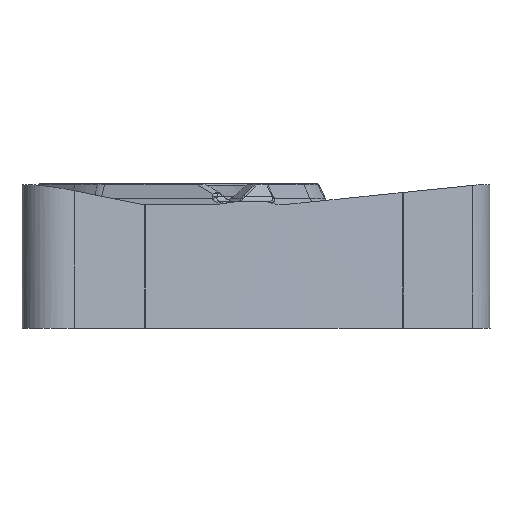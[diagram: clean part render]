
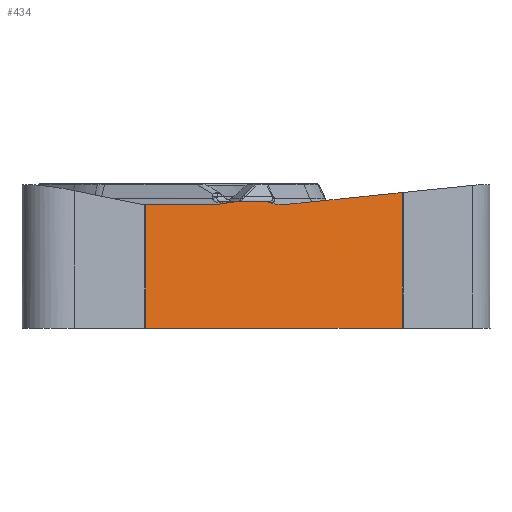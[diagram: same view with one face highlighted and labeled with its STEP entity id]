
A CAD part, front view. The second image highlights one B-rep face of the part: STEP entity #434.
In plain terms, the highlighted cylindrical face has radius 255.919 mm (diameter 511.837 mm), a partial arc.
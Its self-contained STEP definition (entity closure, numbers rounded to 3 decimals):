
#173=CYLINDRICAL_SURFACE('',#3243,255.919);
#235=ELLIPSE('',#3239,259.867,255.919);
#297=CIRCLE('',#3238,255.919);
#298=CIRCLE('',#3240,255.919);
#299=CIRCLE('',#3241,255.919);
#300=CIRCLE('',#3242,255.919);
#434=ADVANCED_FACE('',(#666),#173,.F.);
#666=FACE_OUTER_BOUND('',#863,.T.);
#863=EDGE_LOOP('',(#1118,#1119,#1120,#1121,#1122,#1123,#1124,#1125,#1126,
#1127,#1128,#1129));
#1118=ORIENTED_EDGE('',*,*,#2325,.F.);
#1119=ORIENTED_EDGE('',*,*,#2324,.T.);
#1120=ORIENTED_EDGE('',*,*,#2326,.F.);
#1121=ORIENTED_EDGE('',*,*,#2327,.T.);
#1122=ORIENTED_EDGE('',*,*,#2328,.T.);
#1123=ORIENTED_EDGE('',*,*,#2329,.F.);
#1124=ORIENTED_EDGE('',*,*,#2330,.F.);
#1125=ORIENTED_EDGE('',*,*,#2331,.F.);
#1126=ORIENTED_EDGE('',*,*,#2332,.F.);
#1127=ORIENTED_EDGE('',*,*,#2333,.T.);
#1128=ORIENTED_EDGE('',*,*,#2334,.T.);
#1129=ORIENTED_EDGE('',*,*,#2335,.T.);
#2040=VERTEX_POINT('',#4695);
#2041=VERTEX_POINT('',#4697);
#2042=VERTEX_POINT('',#4701);
#2043=VERTEX_POINT('',#4703);
#2044=VERTEX_POINT('',#4708);
#2045=VERTEX_POINT('',#4710);
#2046=VERTEX_POINT('',#4718);
#2047=VERTEX_POINT('',#4726);
#2048=VERTEX_POINT('',#4728);
#2049=VERTEX_POINT('',#4736);
#2050=VERTEX_POINT('',#4747);
#2051=VERTEX_POINT('',#4749);
#2324=EDGE_CURVE('',#2040,#2041,#2761,.T.);
#2325=EDGE_CURVE('',#2040,#2042,#297,.T.);
#2326=EDGE_CURVE('',#2043,#2041,#235,.T.);
#2327=EDGE_CURVE('',#2043,#2044,#3055,.T.);
#2328=EDGE_CURVE('',#2044,#2045,#298,.T.);
#2329=EDGE_CURVE('',#2046,#2045,#3056,.T.);
#2330=EDGE_CURVE('',#2047,#2046,#3057,.T.);
#2331=EDGE_CURVE('',#2048,#2047,#299,.T.);
#2332=EDGE_CURVE('',#2049,#2048,#3058,.T.);
#2333=EDGE_CURVE('',#2049,#2050,#3059,.T.);
#2334=EDGE_CURVE('',#2050,#2051,#300,.T.);
#2335=EDGE_CURVE('',#2051,#2042,#2762,.T.);
#2761=LINE('',#4698,#2905);
#2762=LINE('',#4750,#2906);
#2905=VECTOR('',#3602,1.);
#2906=VECTOR('',#3615,1.);
#3055=B_SPLINE_CURVE_WITH_KNOTS('',3,(#4704,#4705,#4706,#4707),
 .UNSPECIFIED.,.F.,.F.,(4,4),(0.,1.),.UNSPECIFIED.);
#3056=B_SPLINE_CURVE_WITH_KNOTS('',3,(#4711,#4712,#4713,#4714,#4715,#4716,
#4717),.UNSPECIFIED.,.F.,.F.,(4,3,4),(0.,0.337,1.),
 .UNSPECIFIED.);
#3057=B_SPLINE_CURVE_WITH_KNOTS('',3,(#4719,#4720,#4721,#4722,#4723,#4724,
#4725),.UNSPECIFIED.,.F.,.F.,(4,3,4),(0.,0.834,1.),
 .UNSPECIFIED.);
#3058=B_SPLINE_CURVE_WITH_KNOTS('',3,(#4729,#4730,#4731,#4732,#4733,#4734,
#4735),.UNSPECIFIED.,.F.,.F.,(4,3,4),(0.,0.598,1.),
 .UNSPECIFIED.);
#3059=B_SPLINE_CURVE_WITH_KNOTS('',3,(#4737,#4738,#4739,#4740,#4741,#4742,
#4743,#4744,#4745,#4746),.UNSPECIFIED.,.F.,.F.,(4,3,3,4),(0.,0.28,
0.834,1.),.UNSPECIFIED.);
#3238=AXIS2_PLACEMENT_3D('',#4700,#3605,#3606);
#3239=AXIS2_PLACEMENT_3D('',#4702,#3607,#3608);
#3240=AXIS2_PLACEMENT_3D('',#4709,#3609,#3610);
#3241=AXIS2_PLACEMENT_3D('',#4727,#3611,#3612);
#3242=AXIS2_PLACEMENT_3D('',#4748,#3613,#3614);
#3243=AXIS2_PLACEMENT_3D('',#4751,#3616,#3617);
#3602=DIRECTION('',(0.,0.,1.));
#3605=DIRECTION('',(0.,0.,1.));
#3606=DIRECTION('',(-1.,0.,0.));
#3607=DIRECTION('',(0.15,-0.087,-0.985));
#3608=DIRECTION('',(0.853,-0.492,0.174));
#3609=DIRECTION('',(0.,0.,1.));
#3610=DIRECTION('',(0.5,0.866,0.));
#3611=DIRECTION('',(0.,0.,-1.));
#3612=DIRECTION('',(-0.5,0.866,0.));
#3613=DIRECTION('',(0.,0.,1.));
#3614=DIRECTION('',(0.5,-0.866,0.));
#3615=DIRECTION('',(0.,0.,-1.));
#3616=DIRECTION('',(0.,0.,1.));
#3617=DIRECTION('',(-0.5,0.866,0.));
#4695=CARTESIAN_POINT('',(6.032,-2.016,-3.97));
#4697=CARTESIAN_POINT('',(6.032,-2.016,-0.118));
#4698=CARTESIAN_POINT('',(6.032,-2.016,-6.47));
#4700=CARTESIAN_POINT('',(130.323,-225.726,-3.97));
#4701=CARTESIAN_POINT('',(-1.27,-6.232,-3.97));
#4702=CARTESIAN_POINT('',(130.323,-225.726,38.585));
#4703=CARTESIAN_POINT('',(2.752,-3.87,-0.455));
#4704=CARTESIAN_POINT('',(2.752,-3.87,-0.455));
#4705=CARTESIAN_POINT('',(2.721,-3.889,-0.458));
#4706=CARTESIAN_POINT('',(2.688,-3.907,-0.46));
#4707=CARTESIAN_POINT('',(2.656,-3.925,-0.46));
#4708=CARTESIAN_POINT('',(2.656,-3.925,-0.46));
#4709=CARTESIAN_POINT('',(130.323,-225.726,-0.46));
#4710=CARTESIAN_POINT('',(2.575,-3.972,-0.46));
#4711=CARTESIAN_POINT('',(2.26,-4.154,-0.4));
#4712=CARTESIAN_POINT('',(2.293,-4.135,-0.414));
#4713=CARTESIAN_POINT('',(2.328,-4.115,-0.425));
#4714=CARTESIAN_POINT('',(2.364,-4.094,-0.434));
#4715=CARTESIAN_POINT('',(2.433,-4.054,-0.452));
#4716=CARTESIAN_POINT('',(2.504,-4.013,-0.46));
#4717=CARTESIAN_POINT('',(2.575,-3.972,-0.46));
#4718=CARTESIAN_POINT('',(2.26,-4.154,-0.4));
#4719=CARTESIAN_POINT('',(2.105,-4.244,-0.37));
#4720=CARTESIAN_POINT('',(2.148,-4.219,-0.37));
#4721=CARTESIAN_POINT('',(2.192,-4.193,-0.376));
#4722=CARTESIAN_POINT('',(2.234,-4.169,-0.39));
#4723=CARTESIAN_POINT('',(2.243,-4.164,-0.393));
#4724=CARTESIAN_POINT('',(2.251,-4.159,-0.396));
#4725=CARTESIAN_POINT('',(2.26,-4.154,-0.4));
#4726=CARTESIAN_POINT('',(2.105,-4.244,-0.37));
#4727=CARTESIAN_POINT('',(130.323,-225.726,-0.37));
#4728=CARTESIAN_POINT('',(1.008,-4.882,-0.37));
#4729=CARTESIAN_POINT('',(0.919,-4.935,-0.399));
#4730=CARTESIAN_POINT('',(0.935,-4.925,-0.387));
#4731=CARTESIAN_POINT('',(0.952,-4.915,-0.379));
#4732=CARTESIAN_POINT('',(0.971,-4.904,-0.375));
#4733=CARTESIAN_POINT('',(0.983,-4.897,-0.372));
#4734=CARTESIAN_POINT('',(0.996,-4.89,-0.37));
#4735=CARTESIAN_POINT('',(1.008,-4.882,-0.37));
#4736=CARTESIAN_POINT('',(0.919,-4.935,-0.399));
#4737=CARTESIAN_POINT('',(0.919,-4.935,-0.399));
#4738=CARTESIAN_POINT('',(0.903,-4.944,-0.41));
#4739=CARTESIAN_POINT('',(0.886,-4.954,-0.42));
#4740=CARTESIAN_POINT('',(0.869,-4.964,-0.428));
#4741=CARTESIAN_POINT('',(0.835,-4.984,-0.444));
#4742=CARTESIAN_POINT('',(0.798,-5.005,-0.455));
#4743=CARTESIAN_POINT('',(0.761,-5.027,-0.458));
#4744=CARTESIAN_POINT('',(0.75,-5.033,-0.459));
#4745=CARTESIAN_POINT('',(0.739,-5.04,-0.46));
#4746=CARTESIAN_POINT('',(0.728,-5.047,-0.46));
#4747=CARTESIAN_POINT('',(0.728,-5.047,-0.46));
#4748=CARTESIAN_POINT('',(130.323,-225.726,-0.46));
#4749=CARTESIAN_POINT('',(-1.27,-6.232,-0.46));
#4750=CARTESIAN_POINT('',(-1.27,-6.232,-6.47));
#4751=CARTESIAN_POINT('',(130.323,-225.726,-6.47));
